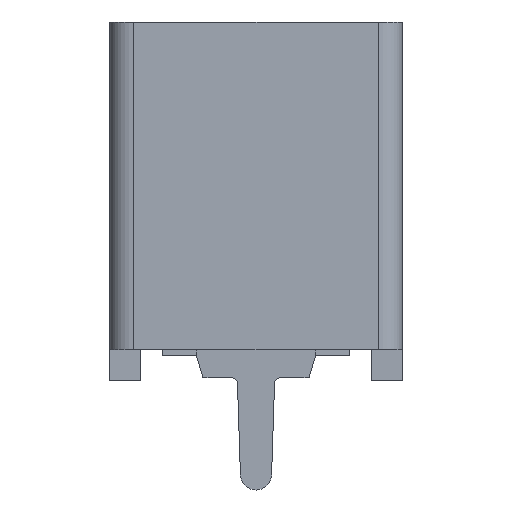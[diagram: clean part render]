
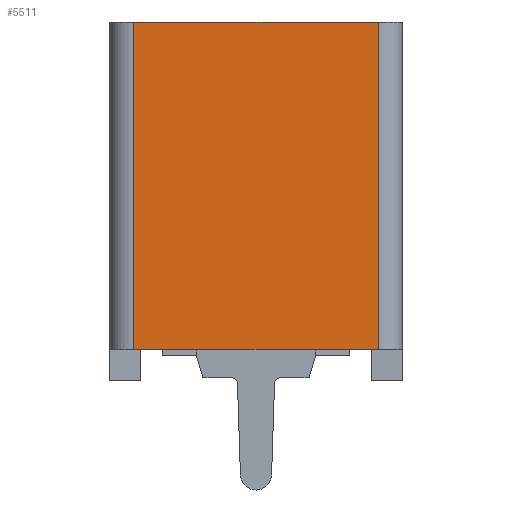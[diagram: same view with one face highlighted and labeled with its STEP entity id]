
A CAD part, left-side view. The second image highlights one B-rep face of the part: STEP entity #5511.
In plain terms, the highlighted face is planar.
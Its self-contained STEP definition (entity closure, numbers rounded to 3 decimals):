
#194=ORIENTED_EDGE('',*,*,#1413,.T.);
#195=ORIENTED_EDGE('',*,*,#1414,.F.);
#196=ORIENTED_EDGE('',*,*,#1391,.T.);
#197=ORIENTED_EDGE('',*,*,#1415,.T.);
#1391=EDGE_CURVE('',#2001,#2002,#2407,.T.);
#1413=EDGE_CURVE('',#2017,#2018,#2427,.T.);
#1414=EDGE_CURVE('',#2001,#2018,#2428,.T.);
#1415=EDGE_CURVE('',#2002,#2017,#2429,.T.);
#2001=VERTEX_POINT('',#7158);
#2002=VERTEX_POINT('',#7159);
#2017=VERTEX_POINT('',#7200);
#2018=VERTEX_POINT('',#7201);
#2407=LINE('',#7157,#2959);
#2427=LINE('',#7199,#2979);
#2428=LINE('',#7202,#2980);
#2429=LINE('',#7203,#2981);
#2959=VECTOR('',#6045,1000.);
#2979=VECTOR('',#6077,1000.);
#2980=VECTOR('',#6078,1000.);
#2981=VECTOR('',#6079,1000.);
#3487=EDGE_LOOP('',(#194,#195,#196,#197));
#3697=FACE_BOUND('',#3487,.T.);
#3904=PLANE('',#5728);
#5511=ADVANCED_FACE('',(#3697),#3904,.T.);
#5728=AXIS2_PLACEMENT_3D('',#7198,#6075,#6076);
#6045=DIRECTION('',(0.,0.,-1.));
#6075=DIRECTION('',(0.,-1.,0.));
#6076=DIRECTION('',(0.,0.,1.));
#6077=DIRECTION('',(0.,0.,1.));
#6078=DIRECTION('',(1.,0.,0.));
#6079=DIRECTION('',(1.,0.,0.));
#7157=CARTESIAN_POINT('',(92.712,-182.626,-11.733));
#7158=CARTESIAN_POINT('',(92.712,-182.626,-1.233));
#7159=CARTESIAN_POINT('',(92.712,-182.626,-11.733));
#7198=CARTESIAN_POINT('',(96.637,-182.626,-6.483));
#7199=CARTESIAN_POINT('',(100.562,-182.626,-11.733));
#7200=CARTESIAN_POINT('',(100.562,-182.626,-11.733));
#7201=CARTESIAN_POINT('',(100.562,-182.626,-1.233));
#7202=CARTESIAN_POINT('',(90.137,-182.626,-1.233));
#7203=CARTESIAN_POINT('',(90.137,-182.626,-11.733));
